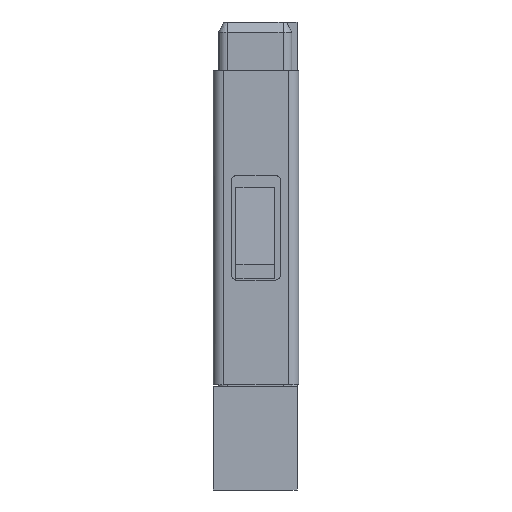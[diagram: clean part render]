
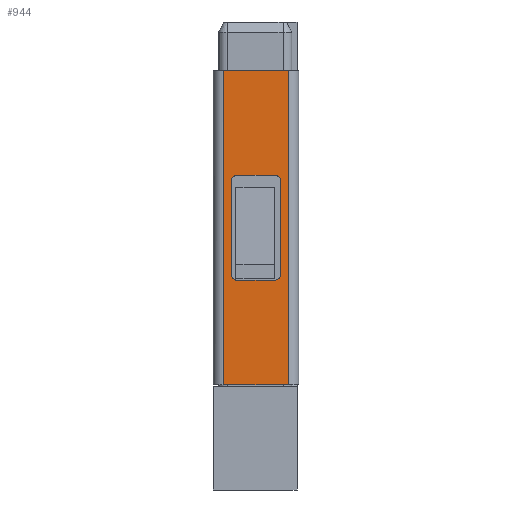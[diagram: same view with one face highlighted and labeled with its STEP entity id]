
A CAD part, left-side view. The second image highlights one B-rep face of the part: STEP entity #944.
In plain terms, the highlighted planar face has unit normal (-1, 0, 0).
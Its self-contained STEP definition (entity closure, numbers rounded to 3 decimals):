
#944=ADVANCED_FACE('NONE',(#3184,#3185),#3186,.T.);
#3184=FACE_OUTER_BOUND('',#8681,.T.);
#3185=FACE_BOUND('',#8682,.T.);
#3186=PLANE('',#8683);
#8681=EDGE_LOOP('',(#16418,#16419,#16420,#16421));
#8682=EDGE_LOOP('',(#16422,#16423,#16424,#16425,#16426,#16427,#16428,#16429));
#8683=AXIS2_PLACEMENT_3D('',#16430,#16431,#16432);
#16418=ORIENTED_EDGE('',*,*,#23867,.T.);
#16419=ORIENTED_EDGE('',*,*,#23868,.T.);
#16420=ORIENTED_EDGE('',*,*,#23795,.T.);
#16421=ORIENTED_EDGE('',*,*,#23804,.T.);
#16422=ORIENTED_EDGE('',*,*,#23869,.T.);
#16423=ORIENTED_EDGE('',*,*,#23870,.T.);
#16424=ORIENTED_EDGE('',*,*,#23871,.T.);
#16425=ORIENTED_EDGE('',*,*,#23872,.T.);
#16426=ORIENTED_EDGE('',*,*,#23873,.T.);
#16427=ORIENTED_EDGE('',*,*,#23874,.T.);
#16428=ORIENTED_EDGE('',*,*,#23875,.T.);
#16429=ORIENTED_EDGE('',*,*,#23876,.T.);
#16430=CARTESIAN_POINT('',(-13.4,-2.3,-1.21));
#16431=DIRECTION('',(-1.0,0.0,0.0));
#16432=DIRECTION('',(0.0,-1.0,0.0));
#23795=EDGE_CURVE('NONE',#28950,#28948,#28951,.T.);
#23804=EDGE_CURVE('NONE',#28948,#28967,#28968,.T.);
#23867=EDGE_CURVE('NONE',#28967,#29070,#29072,.T.);
#23868=EDGE_CURVE('NONE',#29070,#28950,#29073,.T.);
#23869=EDGE_CURVE('NONE',#29074,#29075,#29076,.T.);
#23870=EDGE_CURVE('NONE',#29075,#29077,#29078,.T.);
#23871=EDGE_CURVE('NONE',#29077,#29079,#29080,.T.);
#23872=EDGE_CURVE('NONE',#29079,#29081,#29082,.T.);
#23873=EDGE_CURVE('NONE',#29081,#29083,#29084,.T.);
#23874=EDGE_CURVE('NONE',#29083,#29085,#29086,.T.);
#23875=EDGE_CURVE('NONE',#29085,#29087,#29088,.T.);
#23876=EDGE_CURVE('NONE',#29087,#29074,#29089,.T.);
#28948=VERTEX_POINT('NONE',#38868);
#28950=VERTEX_POINT('NONE',#38881);
#28951=LINE('',#38882,#38883);
#28967=VERTEX_POINT('NONE',#38933);
#28968=LINE('',#38934,#38935);
#29070=VERTEX_POINT('NONE',#39250);
#29072=LINE('',#39263,#39264);
#29073=LINE('',#39265,#39266);
#29074=VERTEX_POINT('NONE',#39267);
#29075=VERTEX_POINT('NONE',#39268);
#29076=LINE('',#39269,#39270);
#29077=VERTEX_POINT('NONE',#39271);
#29078=B_SPLINE_CURVE_WITH_KNOTS('',3,(#39272,#39273,#39274,#39275,#39276,#39277),.UNSPECIFIED.,.F.,.F.,(4,2,4),(0.0,0.5,1.0),.UNSPECIFIED.);
#29079=VERTEX_POINT('NONE',#39278);
#29080=LINE('',#39279,#39280);
#29081=VERTEX_POINT('NONE',#39281);
#29082=B_SPLINE_CURVE_WITH_KNOTS('',3,(#39282,#39283,#39284,#39285,#39286,#39287),.UNSPECIFIED.,.F.,.F.,(4,2,4),(0.0,0.5,1.0),.UNSPECIFIED.);
#29083=VERTEX_POINT('NONE',#39288);
#29084=LINE('',#39289,#39290);
#29085=VERTEX_POINT('NONE',#39291);
#29086=B_SPLINE_CURVE_WITH_KNOTS('',3,(#39292,#39293,#39294,#39295,#39296,#39297),.UNSPECIFIED.,.F.,.F.,(4,2,4),(0.0,0.5,1.0),.UNSPECIFIED.);
#29087=VERTEX_POINT('NONE',#39298);
#29088=LINE('',#39299,#39300);
#29089=B_SPLINE_CURVE_WITH_KNOTS('',3,(#39301,#39302,#39303,#39304,#39305,#39306),.UNSPECIFIED.,.F.,.F.,(4,2,4),(0.0,0.5,1.0),.UNSPECIFIED.);
#38868=CARTESIAN_POINT('',(-13.4,-0.3,-1.39));
#38881=CARTESIAN_POINT('',(-13.4,-2.15,-1.39));
#38882=CARTESIAN_POINT('',(-13.4,-1.225,-1.39));
#38883=VECTOR('',#46800,1000.0);
#38933=CARTESIAN_POINT('',(-13.4,-0.3,-10.39));
#38934=CARTESIAN_POINT('',(-13.4,-0.3,-5.89));
#38935=VECTOR('',#46806,1000.0);
#39250=CARTESIAN_POINT('',(-13.4,-2.15,-10.39));
#39263=CARTESIAN_POINT('',(-13.4,-1.225,-10.39));
#39264=VECTOR('',#46828,1000.0);
#39265=CARTESIAN_POINT('',(-13.4,-2.15,-5.89));
#39266=VECTOR('',#46829,1000.0);
#39267=CARTESIAN_POINT('',(-13.4,-1.775,-7.39));
#39268=CARTESIAN_POINT('',(-13.4,-0.675,-7.39));
#39269=CARTESIAN_POINT('',(-13.4,-1.225,-7.39));
#39270=VECTOR('',#46830,1000.0);
#39271=CARTESIAN_POINT('',(-13.4,-0.525,-7.24));
#39272=CARTESIAN_POINT('',(-13.4,-0.675,-7.39));
#39273=CARTESIAN_POINT('',(-13.4,-0.633,-7.39));
#39274=CARTESIAN_POINT('',(-13.4,-0.597,-7.373));
#39275=CARTESIAN_POINT('',(-13.4,-0.541,-7.319));
#39276=CARTESIAN_POINT('',(-13.4,-0.525,-7.281));
#39277=CARTESIAN_POINT('',(-13.4,-0.525,-7.24));
#39278=CARTESIAN_POINT('',(-13.4,-0.525,-4.54));
#39279=CARTESIAN_POINT('',(-13.4,-0.525,-5.89));
#39280=VECTOR('',#46831,1000.0);
#39281=CARTESIAN_POINT('',(-13.4,-0.675,-4.39));
#39282=CARTESIAN_POINT('',(-13.4,-0.525,-4.54));
#39283=CARTESIAN_POINT('',(-13.4,-0.525,-4.498));
#39284=CARTESIAN_POINT('',(-13.4,-0.542,-4.462));
#39285=CARTESIAN_POINT('',(-13.4,-0.596,-4.406));
#39286=CARTESIAN_POINT('',(-13.4,-0.634,-4.39));
#39287=CARTESIAN_POINT('',(-13.4,-0.675,-4.39));
#39288=CARTESIAN_POINT('',(-13.4,-1.775,-4.39));
#39289=CARTESIAN_POINT('',(-13.4,-1.225,-4.39));
#39290=VECTOR('',#46832,1000.0);
#39291=CARTESIAN_POINT('',(-13.4,-1.925,-4.54));
#39292=CARTESIAN_POINT('',(-13.4,-1.775,-4.39));
#39293=CARTESIAN_POINT('',(-13.4,-1.817,-4.39));
#39294=CARTESIAN_POINT('',(-13.4,-1.853,-4.407));
#39295=CARTESIAN_POINT('',(-13.4,-1.909,-4.461));
#39296=CARTESIAN_POINT('',(-13.4,-1.925,-4.499));
#39297=CARTESIAN_POINT('',(-13.4,-1.925,-4.54));
#39298=CARTESIAN_POINT('',(-13.4,-1.925,-7.24));
#39299=CARTESIAN_POINT('',(-13.4,-1.925,-5.89));
#39300=VECTOR('',#46833,1000.0);
#39301=CARTESIAN_POINT('',(-13.4,-1.925,-7.24));
#39302=CARTESIAN_POINT('',(-13.4,-1.925,-7.282));
#39303=CARTESIAN_POINT('',(-13.4,-1.908,-7.318));
#39304=CARTESIAN_POINT('',(-13.4,-1.854,-7.374));
#39305=CARTESIAN_POINT('',(-13.4,-1.816,-7.39));
#39306=CARTESIAN_POINT('',(-13.4,-1.775,-7.39));
#46800=DIRECTION('',(0.0,1.0,0.0));
#46806=DIRECTION('',(0.0,0.0,-1.0));
#46828=DIRECTION('',(-0.0,-1.0,0.0));
#46829=DIRECTION('',(-0.0,-0.0,1.0));
#46830=DIRECTION('',(0.0,1.0,0.0));
#46831=DIRECTION('',(-0.0,-0.0,1.0));
#46832=DIRECTION('',(-0.0,-1.0,0.0));
#46833=DIRECTION('',(0.0,0.0,-1.0));
